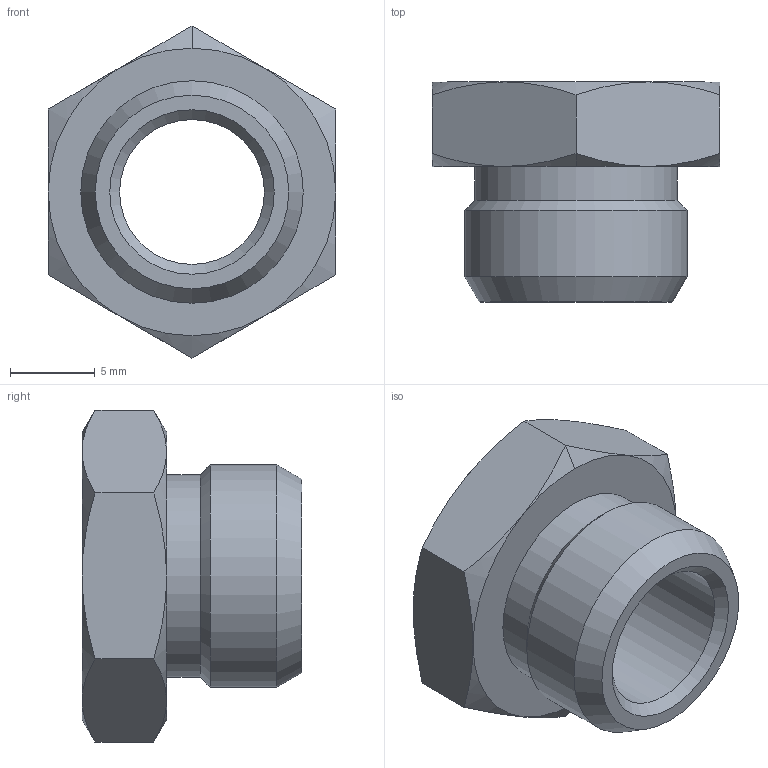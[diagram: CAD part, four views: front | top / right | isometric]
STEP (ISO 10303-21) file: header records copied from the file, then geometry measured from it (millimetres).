
FILE_DESCRIPTION(/* description */ ('Alibre Inc.'),/* implementation_level */ '2;1');
FILE_NAME(/* name */ 'export-130C6CF6-8F6A-4B3B-AB30-627655BD8AE4',/* time_stamp */ '2019-11-21T21:04:28+01:00',/* author */ (''),/* organization */ (''),/* preprocessor_version */ 'ST-DEVELOPER v17',/* originating_system */ 'Alibre',/* authorisation */ '');
FILE_SCHEMA (('AUTOMOTIVE_DESIGN'));
Length unit declared in the file: millimetre
Bounding box: 17 x 13 x 19.63 mm (x, y, z)
Volume: 1492.2 mm3; surface area: 1315.2 mm2
Topology: 1 solids, 1 shells, 30 faces, 66 edges, 39 vertices
Faces by surface type: cone 18, plane 9, cylinder 3
Full cylindrical faces by diameter (mm): 8.566 x1, 12 x1, 13.157 x1
Entity records: 780 total; most frequent: CARTESIAN_POINT 171, ORIENTED_EDGE 132, DIRECTION 96, EDGE_CURVE 66, AXIS2_PLACEMENT_3D 45, VERTEX_POINT 39, EDGE_LOOP 33, FACE_BOUND 33
